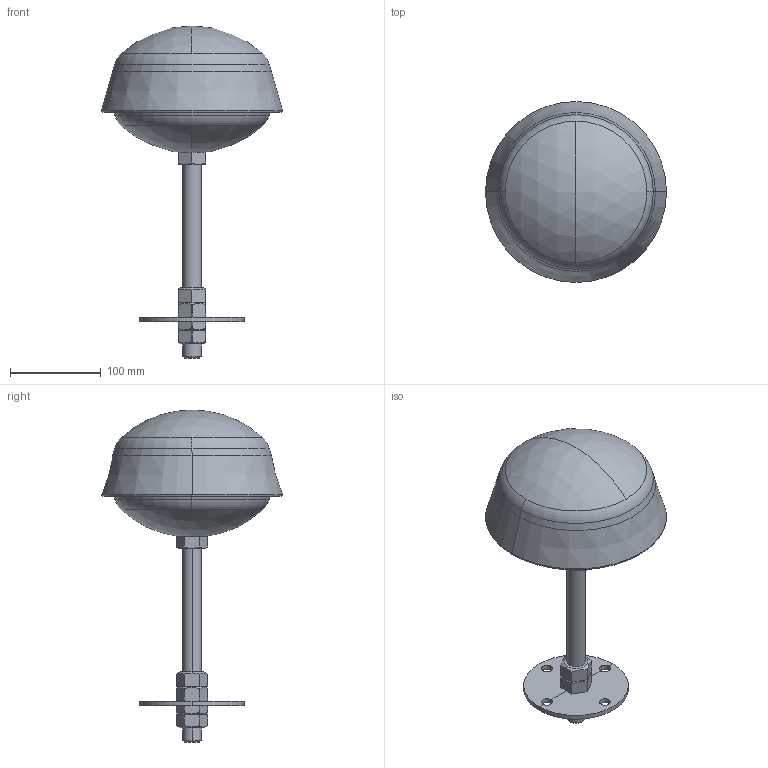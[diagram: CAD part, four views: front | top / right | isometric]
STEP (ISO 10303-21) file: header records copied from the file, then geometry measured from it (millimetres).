
FILE_DESCRIPTION (( 'STEP AP203' ), '1' );
FILE_NAME ('Junior.STEP', '2024-12-03T01:07:26', ( '' ), ( '' ), 'SwSTEP 2.0', 'SolidWorks 2024', '' );
FILE_SCHEMA (( 'CONFIG_CONTROL_DESIGN' ));
Length unit declared in the file: millimetre
Products named in the file (1): Junior
Bounding box: 199.01 x 199.01 x 365 mm (x, y, z)
Volume: 2648895.2 mm3; surface area: 164630.8 mm2
Topology: 1 solids, 1 shells, 118 faces, 302 edges, 191 vertices
Faces by surface type: plane 44, cylinder 34, cone 28, torus 8, sphere 4
Entity records: 4245 total; most frequent: CARTESIAN_POINT 1296, DIRECTION 610, ORIENTED_EDGE 604, EDGE_CURVE 302, AXIS2_PLACEMENT_3D 249, VERTEX_POINT 191, EDGE_LOOP 131, CIRCLE 130
